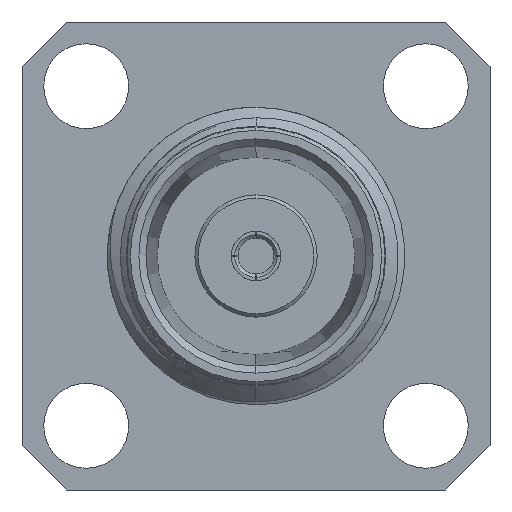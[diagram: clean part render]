
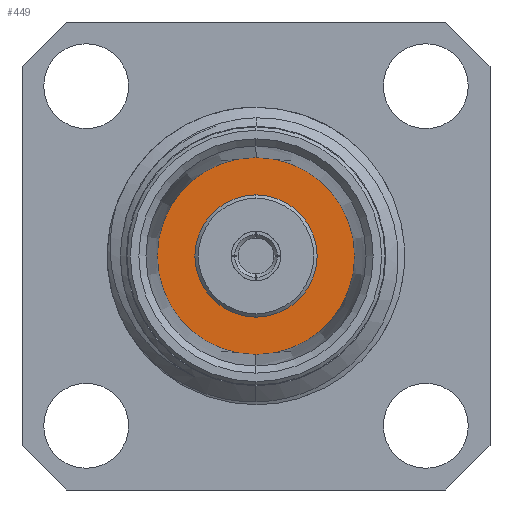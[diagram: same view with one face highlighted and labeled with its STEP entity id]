
A CAD part, left-side view. The second image highlights one B-rep face of the part: STEP entity #449.
In plain terms, the highlighted planar face has unit normal (-1, 0, 0).
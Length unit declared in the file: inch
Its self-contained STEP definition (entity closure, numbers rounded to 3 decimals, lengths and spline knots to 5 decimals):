
#105 = CIRCLE ( 'NONE', #2933, 0.09 ) ;
#158 = CIRCLE ( 'NONE', #1687, 0.14521 ) ;
#235 = EDGE_CURVE ( 'NONE', #487, #2650, #3326, .T. ) ;
#265 = ORIENTED_EDGE ( 'NONE', *, *, #3237, .T. ) ;
#274 = DIRECTION ( 'NONE',  ( -1., 0., 0. ) ) ;
#283 = DIRECTION ( 'NONE',  ( -1., 0., 0. ) ) ;
#449 = ADVANCED_FACE ( 'NONE', ( #2908, #3787 ), #1839, .T. ) ;
#487 = VERTEX_POINT ( 'NONE', #3687 ) ;
#628 = CARTESIAN_POINT ( 'NONE',  ( 0.33, 0., 0.14521 ) ) ;
#771 = DIRECTION ( 'NONE',  ( -1., 0., 0. ) ) ;
#831 = AXIS2_PLACEMENT_3D ( 'NONE', #3739, #283, #3006 ) ;
#837 = DIRECTION ( 'NONE',  ( 0., 0., 1. ) ) ;
#838 = EDGE_LOOP ( 'NONE', ( #3865, #265 ) ) ;
#916 = CARTESIAN_POINT ( 'NONE',  ( 0.33, 0., 0.09 ) ) ;
#929 = CARTESIAN_POINT ( 'NONE',  ( 0.33, 0., -0.14521 ) ) ;
#1008 = VERTEX_POINT ( 'NONE', #628 ) ;
#1016 = EDGE_CURVE ( 'NONE', #1008, #3969, #4707, .T. ) ;
#1126 = EDGE_CURVE ( 'NONE', #2650, #487, #105, .T. ) ;
#1165 = CARTESIAN_POINT ( 'NONE',  ( 0.33, 0., 0. ) ) ;
#1687 = AXIS2_PLACEMENT_3D ( 'NONE', #4274, #3484, #837 ) ;
#1738 = CARTESIAN_POINT ( 'NONE',  ( 0.33, 0., 0. ) ) ;
#1839 = PLANE ( 'NONE',  #831 ) ;
#1881 = DIRECTION ( 'NONE',  ( 0., 0., 1. ) ) ;
#2116 = ORIENTED_EDGE ( 'NONE', *, *, #1126, .F. ) ;
#2522 = ORIENTED_EDGE ( 'NONE', *, *, #235, .F. ) ;
#2650 = VERTEX_POINT ( 'NONE', #916 ) ;
#2908 = FACE_BOUND ( 'NONE', #3646, .T. ) ;
#2933 = AXIS2_PLACEMENT_3D ( 'NONE', #1165, #3041, #1881 ) ;
#3006 = DIRECTION ( 'NONE',  ( 0., 0., 1. ) ) ;
#3041 = DIRECTION ( 'NONE',  ( -1., 0., 0. ) ) ;
#3237 = EDGE_CURVE ( 'NONE', #3969, #1008, #158, .T. ) ;
#3326 = CIRCLE ( 'NONE', #4136, 0.09 ) ;
#3350 = DIRECTION ( 'NONE',  ( 0., 0., 1. ) ) ;
#3484 = DIRECTION ( 'NONE',  ( -1., 0., 0. ) ) ;
#3566 = AXIS2_PLACEMENT_3D ( 'NONE', #1738, #274, #3350 ) ;
#3646 = EDGE_LOOP ( 'NONE', ( #2522, #2116 ) ) ;
#3687 = CARTESIAN_POINT ( 'NONE',  ( 0.33, 0., -0.09 ) ) ;
#3739 = CARTESIAN_POINT ( 'NONE',  ( 0.33, 0., 0. ) ) ;
#3787 = FACE_OUTER_BOUND ( 'NONE', #838, .T. ) ;
#3865 = ORIENTED_EDGE ( 'NONE', *, *, #1016, .T. ) ;
#3969 = VERTEX_POINT ( 'NONE', #929 ) ;
#4136 = AXIS2_PLACEMENT_3D ( 'NONE', #4232, #771, #4635 ) ;
#4232 = CARTESIAN_POINT ( 'NONE',  ( 0.33, 0., 0. ) ) ;
#4274 = CARTESIAN_POINT ( 'NONE',  ( 0.33, 0., 0. ) ) ;
#4635 = DIRECTION ( 'NONE',  ( 0., 0., 1. ) ) ;
#4707 = CIRCLE ( 'NONE', #3566, 0.14521 ) ;
